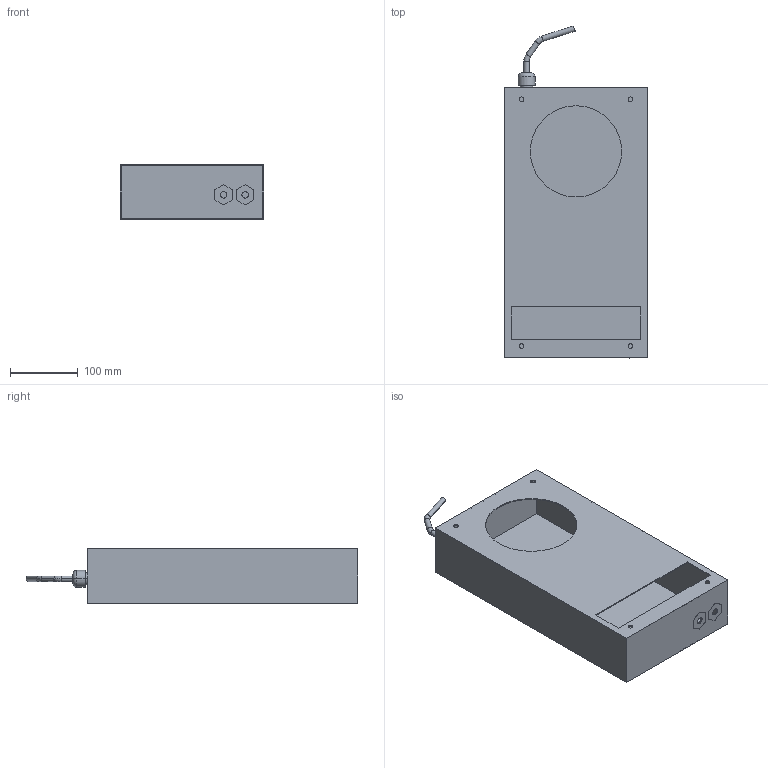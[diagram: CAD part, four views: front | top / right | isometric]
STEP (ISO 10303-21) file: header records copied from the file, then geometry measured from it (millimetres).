
FILE_DESCRIPTION((''),'2;1');
FILE_NAME('2114JDX','2015-06-01T',('markc'),(''),'CREO PARAMETRIC BY PTC INC, 2014500','CREO PARAMETRIC BY PTC INC, 2014500','');
FILE_SCHEMA(('CONFIG_CONTROL_DESIGN'));
Length unit declared in the file: millimetre
Products named in the file (1): 2114JDX
Bounding box: 212 x 490.97 x 80 mm (x, y, z)
Volume: 374423.2 mm3; surface area: 485411.7 mm2
Topology: 1 solids, 1 shells, 63 faces, 154 edges, 100 vertices
Faces by surface type: plane 33, cylinder 24, torus 6
Entity records: 1928 total; most frequent: DIRECTION 338, CARTESIAN_POINT 317, ORIENTED_EDGE 308, EDGE_CURVE 154, AXIS2_PLACEMENT_3D 121, VERTEX_POINT 100, VECTOR 96, LINE 96
